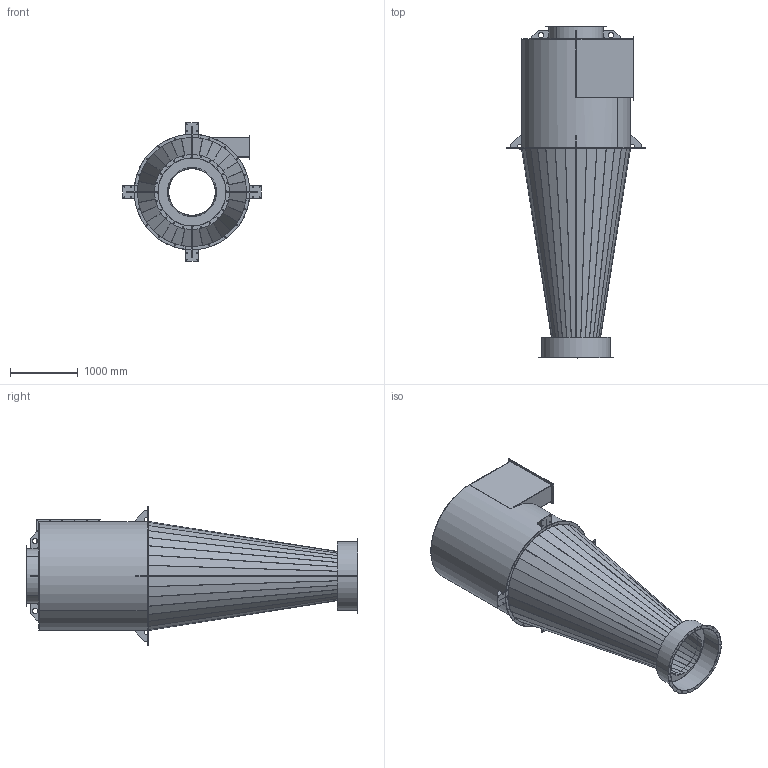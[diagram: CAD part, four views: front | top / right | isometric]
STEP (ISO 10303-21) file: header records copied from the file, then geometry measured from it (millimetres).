
FILE_DESCRIPTION (( 'STEP AP203' ), '1' );
FILE_NAME ('CY0017.STEP', '2023-11-28T10:41:12', ( '' ), ( '' ), 'SwSTEP 2.0', 'SolidWorks 2022', '' );
FILE_SCHEMA (( 'CONFIG_CONTROL_DESIGN' ));
Length unit declared in the file: millimetre
Products named in the file (22): CY0017; CO-S380-05 - PART_Výchozí; BOLT JOINT - B+W-W+N_M10x30-X10-W; CO-S378-00 - INPUT_Výchozí; CO-S379-04 - PART_Výchozí; CO-S379-03 - PART_Výchozí; CO-S379-01 - PART_Výchozí; CO-S379-02 - PART_Výchozí; CO-S380-06 - PART_Výchozí; CO-S380-07 - PART_Výchozí; CO-S378-02 - PART_Výchozí; CO-S380-03 - PART_Výchozí; PRGG-DNXXXX - FLANGE G&G_PRGG-DN800; CO-S380-04 - PART_Výchozí; CO-S378-01 - PART_Výchozí; PH-D013-14 - FLANGE 290x870_Výchozí; CO-S381-00 - CYCLONE_Výchozí; CO-S379-00 - CONE_Výchozí; CO-S380-01 - PART_Výchozí; CO-CYGG-560-00 - CW 10-23_Výchozí; CO-S380-02 - PART_Výchozí; PRGG-DNXXXX - FLANGE G&G_PRGG-DN1000
Assembly tree (38 placements, depth 5):
  CY0017
    CO-CYGG-560-00 - CW 10-23_Výchozí
      CO-S381-00 - CYCLONE_Výchozí
        CO-S380-01 - PART_Výchozí
        CO-S380-02 - PART_Výchozí  x4
        CO-S380-03 - PART_Výchozí
        CO-S380-04 - PART_Výchozí
        CO-S380-05 - PART_Výchozí  x4
        CO-S380-06 - PART_Výchozí  x4
        CO-S378-00 - INPUT_Výchozí
          CO-S378-01 - PART_Výchozí
          CO-S378-02 - PART_Výchozí
          PH-D013-14 - FLANGE 290x870_Výchozí  x2
        PRGG-DNXXXX - FLANGE G&G_PRGG-DN800
        CO-S380-07 - PART_Výchozí
      CO-S379-00 - CONE_Výchozí
        CO-S379-01 - PART_Výchozí  x2
        CO-S379-02 - PART_Výchozí
        CO-S379-03 - PART_Výchozí  x4
        CO-S379-04 - PART_Výchozí  x4
        PRGG-DNXXXX - FLANGE G&G_PRGG-DN1000
      BOLT JOINT - B+W-W+N_M10x30-X10-W
Bounding box: 2045 x 4895 x 2045 mm (x, y, z)
Volume: 81736773.2 mm3; surface area: 53985745.9 mm2
Topology: 34 solids, 34 shells, 783 faces, 1878 edges, 1168 vertices
Faces by surface type: cylinder 368, plane 359, bspline 56
Entity records: 14548 total; most frequent: CARTESIAN_POINT 2376, DIRECTION 2076, ORIENTED_EDGE 1830, EDGE_CURVE 915, AXIS2_PLACEMENT_3D 786, VERTEX_POINT 582, EDGE_LOOP 517, LINE 504
